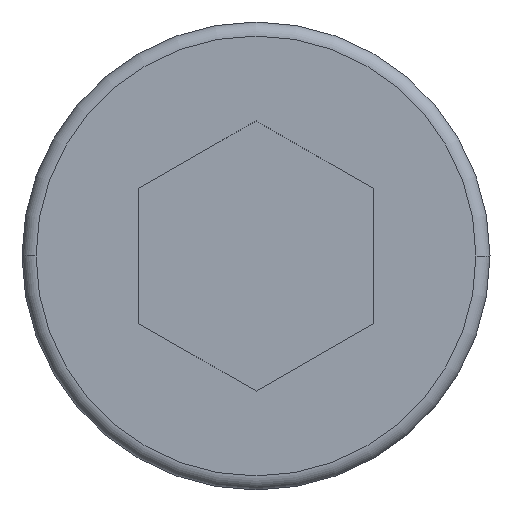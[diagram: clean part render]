
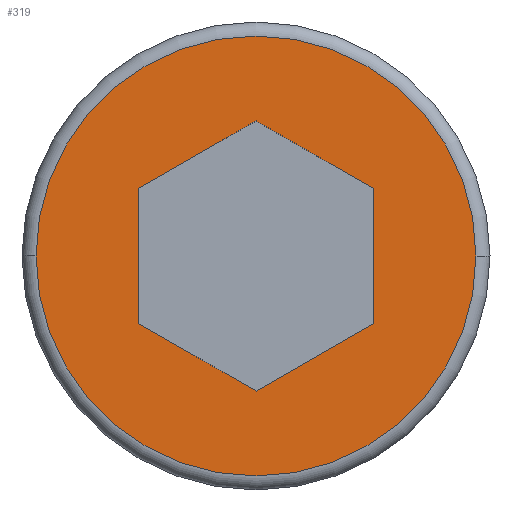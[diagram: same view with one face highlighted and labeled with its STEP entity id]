
A CAD part, left-side view. The second image highlights one B-rep face of the part: STEP entity #319.
In plain terms, the highlighted planar face has unit normal (-1, 0, 0).
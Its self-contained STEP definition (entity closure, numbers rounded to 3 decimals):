
#6 = CARTESIAN_POINT ( 'NONE',  ( 0., 2.5, -1.443 ) ) ;
#13 = PLANE ( 'NONE',  #136 ) ;
#20 = LINE ( 'NONE', #6, #348 ) ;
#26 = VECTOR ( 'NONE', #329, 1000. ) ;
#50 = DIRECTION ( 'NONE',  ( -1., 0., 0. ) ) ;
#73 = VERTEX_POINT ( 'NONE', #91 ) ;
#83 = ORIENTED_EDGE ( 'NONE', *, *, #117, .F. ) ;
#84 = EDGE_CURVE ( 'NONE', #455, #600, #234, .T. ) ;
#86 = ORIENTED_EDGE ( 'NONE', *, *, #84, .F. ) ;
#89 = VERTEX_POINT ( 'NONE', #148 ) ;
#91 = CARTESIAN_POINT ( 'NONE',  ( 0., 0., -2.887 ) ) ;
#108 = VERTEX_POINT ( 'NONE', #569 ) ;
#112 = CARTESIAN_POINT ( 'NONE',  ( 0., 0., 0. ) ) ;
#117 = EDGE_CURVE ( 'NONE', #600, #258, #275, .T. ) ;
#135 = CIRCLE ( 'NONE', #603, 4.7 ) ;
#136 = AXIS2_PLACEMENT_3D ( 'NONE', #112, #50, #476 ) ;
#138 = CARTESIAN_POINT ( 'NONE',  ( 0., -2.5, -1.443 ) ) ;
#148 = CARTESIAN_POINT ( 'NONE',  ( 0., -2.5, -1.443 ) ) ;
#149 = EDGE_CURVE ( 'NONE', #73, #89, #615, .T. ) ;
#154 = CARTESIAN_POINT ( 'NONE',  ( 0., 2.5, -1.443 ) ) ;
#158 = VECTOR ( 'NONE', #527, 1000. ) ;
#177 = EDGE_CURVE ( 'NONE', #324, #108, #135, .T. ) ;
#188 = DIRECTION ( 'NONE',  ( 0., -0.866, 0.5 ) ) ;
#191 = CARTESIAN_POINT ( 'NONE',  ( 0., 2.5, 1.443 ) ) ;
#200 = VECTOR ( 'NONE', #376, 1000. ) ;
#225 = AXIS2_PLACEMENT_3D ( 'NONE', #336, #253, #441 ) ;
#234 = LINE ( 'NONE', #423, #26 ) ;
#253 = DIRECTION ( 'NONE',  ( -1., 0., 0. ) ) ;
#255 = ORIENTED_EDGE ( 'NONE', *, *, #362, .F. ) ;
#258 = VERTEX_POINT ( 'NONE', #154 ) ;
#260 = VECTOR ( 'NONE', #188, 1000. ) ;
#261 = VECTOR ( 'NONE', #453, 1000. ) ;
#275 = LINE ( 'NONE', #191, #200 ) ;
#279 = CIRCLE ( 'NONE', #225, 4.7 ) ;
#286 = FACE_OUTER_BOUND ( 'NONE', #484, .T. ) ;
#297 = ORIENTED_EDGE ( 'NONE', *, *, #511, .F. ) ;
#302 = VERTEX_POINT ( 'NONE', #430 ) ;
#319 = ADVANCED_FACE ( 'NONE', ( #286, #437 ), #13, .T. ) ;
#320 = CARTESIAN_POINT ( 'NONE',  ( 0., -2.5, 1.443 ) ) ;
#324 = VERTEX_POINT ( 'NONE', #479 ) ;
#326 = LINE ( 'NONE', #138, #158 ) ;
#329 = DIRECTION ( 'NONE',  ( 0., 0.866, -0.5 ) ) ;
#331 = CARTESIAN_POINT ( 'NONE',  ( 0., 2.5, 1.443 ) ) ;
#332 = CARTESIAN_POINT ( 'NONE',  ( 0., 0., -2.887 ) ) ;
#333 = DIRECTION ( 'NONE',  ( 0., -0.866, -0.5 ) ) ;
#335 = EDGE_CURVE ( 'NONE', #108, #324, #279, .T. ) ;
#336 = CARTESIAN_POINT ( 'NONE',  ( 0., 0., 0. ) ) ;
#342 = ORIENTED_EDGE ( 'NONE', *, *, #149, .F. ) ;
#348 = VECTOR ( 'NONE', #333, 1000. ) ;
#362 = EDGE_CURVE ( 'NONE', #258, #73, #20, .T. ) ;
#364 = ORIENTED_EDGE ( 'NONE', *, *, #586, .F. ) ;
#376 = DIRECTION ( 'NONE',  ( 0., 0., -1. ) ) ;
#382 = CARTESIAN_POINT ( 'NONE',  ( 0., 0., 2.887 ) ) ;
#423 = CARTESIAN_POINT ( 'NONE',  ( 0., 0., 2.887 ) ) ;
#430 = CARTESIAN_POINT ( 'NONE',  ( 0., -2.5, 1.443 ) ) ;
#437 = FACE_BOUND ( 'NONE', #510, .T. ) ;
#441 = DIRECTION ( 'NONE',  ( 0., -1., 0. ) ) ;
#453 = DIRECTION ( 'NONE',  ( 0., 0.866, 0.5 ) ) ;
#455 = VERTEX_POINT ( 'NONE', #382 ) ;
#470 = CARTESIAN_POINT ( 'NONE',  ( 0., 0., 0. ) ) ;
#476 = DIRECTION ( 'NONE',  ( 0., -1., 0. ) ) ;
#479 = CARTESIAN_POINT ( 'NONE',  ( 0., 4.7, 0. ) ) ;
#484 = EDGE_LOOP ( 'NONE', ( #505, #602 ) ) ;
#505 = ORIENTED_EDGE ( 'NONE', *, *, #335, .T. ) ;
#510 = EDGE_LOOP ( 'NONE', ( #83, #86, #297, #364, #342, #255 ) ) ;
#511 = EDGE_CURVE ( 'NONE', #302, #455, #555, .T. ) ;
#527 = DIRECTION ( 'NONE',  ( 0., 0., 1. ) ) ;
#528 = DIRECTION ( 'NONE',  ( -1., 0., 0. ) ) ;
#555 = LINE ( 'NONE', #320, #261 ) ;
#569 = CARTESIAN_POINT ( 'NONE',  ( 0., -4.7, 0. ) ) ;
#571 = DIRECTION ( 'NONE',  ( 0., -1., 0. ) ) ;
#586 = EDGE_CURVE ( 'NONE', #89, #302, #326, .T. ) ;
#600 = VERTEX_POINT ( 'NONE', #331 ) ;
#602 = ORIENTED_EDGE ( 'NONE', *, *, #177, .T. ) ;
#603 = AXIS2_PLACEMENT_3D ( 'NONE', #470, #528, #571 ) ;
#615 = LINE ( 'NONE', #332, #260 ) ;
